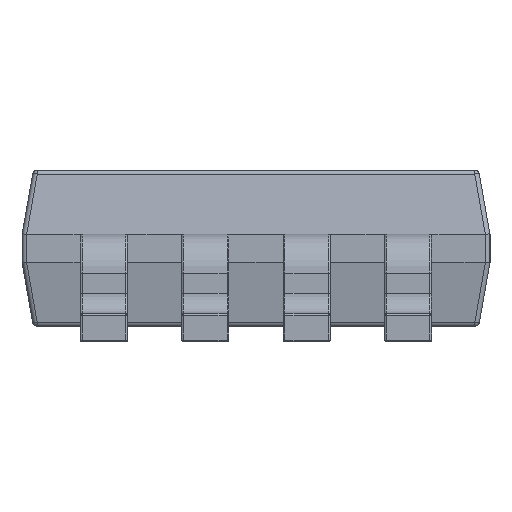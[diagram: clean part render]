
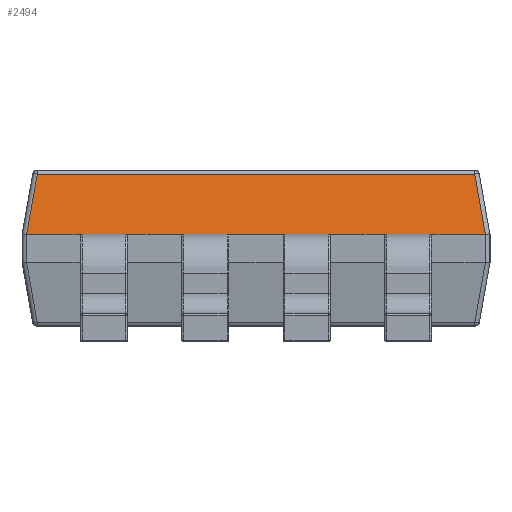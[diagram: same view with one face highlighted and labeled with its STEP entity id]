
A CAD part, left-side view. The second image highlights one B-rep face of the part: STEP entity #2494.
In plain terms, the highlighted planar face has unit normal (-0.985, 0, 0.174).
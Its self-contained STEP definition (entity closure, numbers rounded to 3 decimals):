
#1742=CARTESIAN_POINT('',(-1.5,-0.835,0.69));
#1743=VERTEX_POINT('',#1742);
#1751=CARTESIAN_POINT('',(-1.5,-0.465,0.69));
#1752=VERTEX_POINT('',#1751);
#1753=CARTESIAN_POINT('',(-1.5,-0.465,0.69));
#1754=DIRECTION('',(0.0,-1.0,0.0));
#1755=VECTOR('',#1754,0.37);
#1756=LINE('',#1753,#1755);
#1757=EDGE_CURVE('',#1752,#1743,#1756,.T.);
#1808=CARTESIAN_POINT('',(-1.5,-1.47,0.69));
#1809=VERTEX_POINT('',#1808);
#1816=CARTESIAN_POINT('',(-1.5,-1.115,0.69));
#1817=VERTEX_POINT('',#1816);
#1818=CARTESIAN_POINT('',(-1.5,-1.115,0.69));
#1819=DIRECTION('',(0.0,-1.0,0.0));
#1820=VECTOR('',#1819,0.355);
#1821=LINE('',#1818,#1820);
#1822=EDGE_CURVE('',#1817,#1809,#1821,.T.);
#1849=CARTESIAN_POINT('',(-1.5,-0.185,0.69));
#1850=VERTEX_POINT('',#1849);
#1858=CARTESIAN_POINT('',(-1.5,0.185,0.69));
#1859=VERTEX_POINT('',#1858);
#1860=CARTESIAN_POINT('',(-1.5,0.185,0.69));
#1861=DIRECTION('',(0.0,-1.0,0.0));
#1862=VECTOR('',#1861,0.37);
#1863=LINE('',#1860,#1862);
#1864=EDGE_CURVE('',#1859,#1850,#1863,.T.);
#1907=CARTESIAN_POINT('',(-1.5,0.465,0.69));
#1908=VERTEX_POINT('',#1907);
#1916=CARTESIAN_POINT('',(-1.5,0.835,0.69));
#1917=VERTEX_POINT('',#1916);
#1918=CARTESIAN_POINT('',(-1.5,0.835,0.69));
#1919=DIRECTION('',(0.0,-1.0,0.0));
#1920=VECTOR('',#1919,0.37);
#1921=LINE('',#1918,#1920);
#1922=EDGE_CURVE('',#1917,#1908,#1921,.T.);
#2038=CARTESIAN_POINT('',(-1.5,1.115,0.69));
#2039=VERTEX_POINT('',#2038);
#2040=CARTESIAN_POINT('',(-1.5,1.115,0.69));
#2041=DIRECTION('',(0.0,-1.0,0.0));
#2042=VECTOR('',#2041,0.28);
#2043=LINE('',#2040,#2042);
#2044=EDGE_CURVE('',#2039,#1917,#2043,.T.);
#2060=CARTESIAN_POINT('',(-1.5,1.47,0.69));
#2061=VERTEX_POINT('',#2060);
#2062=CARTESIAN_POINT('',(-1.5,1.47,0.69));
#2063=DIRECTION('',(0.0,-1.0,0.0));
#2064=VECTOR('',#2063,0.355);
#2065=LINE('',#2062,#2064);
#2066=EDGE_CURVE('',#2061,#2039,#2065,.T.);
#2425=CARTESIAN_POINT('',(-1.428,1.5,1.1));
#2426=DIRECTION('',(0.985,0.,-0.174));
#2427=DIRECTION('',(0.0,1.0,0.0));
#2428=AXIS2_PLACEMENT_3D('',#2425,#2426,#2427);
#2429=PLANE('',#2428);
#2430=ORIENTED_EDGE('',*,*,#1922,.T.);
#2431=CARTESIAN_POINT('',(-1.5,0.185,0.69));
#2432=DIRECTION('',(0.0,1.0,0.0));
#2433=VECTOR('',#2432,0.28);
#2434=LINE('',#2431,#2433);
#2435=EDGE_CURVE('',#1859,#1908,#2434,.T.);
#2436=ORIENTED_EDGE('',*,*,#2435,.F.);
#2437=ORIENTED_EDGE('',*,*,#1864,.T.);
#2438=CARTESIAN_POINT('',(-1.5,-0.465,0.69));
#2439=DIRECTION('',(0.0,1.0,0.0));
#2440=VECTOR('',#2439,0.28);
#2441=LINE('',#2438,#2440);
#2442=EDGE_CURVE('',#1752,#1850,#2441,.T.);
#2443=ORIENTED_EDGE('',*,*,#2442,.F.);
#2444=ORIENTED_EDGE('',*,*,#1757,.T.);
#2445=CARTESIAN_POINT('',(-1.5,-1.115,0.69));
#2446=DIRECTION('',(0.0,1.0,0.0));
#2447=VECTOR('',#2446,0.28);
#2448=LINE('',#2445,#2447);
#2449=EDGE_CURVE('',#1817,#1743,#2448,.T.);
#2450=ORIENTED_EDGE('',*,*,#2449,.F.);
#2451=ORIENTED_EDGE('',*,*,#1822,.T.);
#2452=CARTESIAN_POINT('',(-1.5,-1.47,0.69));
#2453=VERTEX_POINT('',#2452);
#2454=CARTESIAN_POINT('',(-1.5,-1.47,0.69));
#2455=DIRECTION('',(0.008,-0.999,0.043));
#2456=VECTOR('',#2455,0.);
#2457=LINE('',#2454,#2456);
#2458=EDGE_CURVE('',#1809,#2453,#2457,.T.);
#2459=ORIENTED_EDGE('',*,*,#2458,.T.);
#2460=CARTESIAN_POINT('',(-1.432,-1.403,1.075));
#2461=VERTEX_POINT('',#2460);
#2462=CARTESIAN_POINT('',(-1.5,-1.47,0.69));
#2463=DIRECTION('',(0.171,0.171,0.97));
#2464=VECTOR('',#2463,0.397);
#2465=LINE('',#2462,#2464);
#2466=EDGE_CURVE('',#2453,#2461,#2465,.T.);
#2467=ORIENTED_EDGE('',*,*,#2466,.T.);
#2468=CARTESIAN_POINT('',(-1.432,1.403,1.075));
#2469=VERTEX_POINT('',#2468);
#2470=CARTESIAN_POINT('',(-1.432,-1.403,1.075));
#2471=DIRECTION('',(0.0,1.0,0.0));
#2472=VECTOR('',#2471,2.805);
#2473=LINE('',#2470,#2472);
#2474=EDGE_CURVE('',#2461,#2469,#2473,.T.);
#2475=ORIENTED_EDGE('',*,*,#2474,.T.);
#2476=CARTESIAN_POINT('',(-1.5,1.47,0.69));
#2477=VERTEX_POINT('',#2476);
#2478=CARTESIAN_POINT('',(-1.432,1.403,1.075));
#2479=DIRECTION('',(-0.171,0.171,-0.97));
#2480=VECTOR('',#2479,0.397);
#2481=LINE('',#2478,#2480);
#2482=EDGE_CURVE('',#2469,#2477,#2481,.T.);
#2483=ORIENTED_EDGE('',*,*,#2482,.T.);
#2484=CARTESIAN_POINT('',(-1.5,1.47,0.69));
#2485=DIRECTION('',(-0.008,-0.999,-0.043));
#2486=VECTOR('',#2485,0.);
#2487=LINE('',#2484,#2486);
#2488=EDGE_CURVE('',#2477,#2061,#2487,.T.);
#2489=ORIENTED_EDGE('',*,*,#2488,.T.);
#2490=ORIENTED_EDGE('',*,*,#2066,.T.);
#2491=ORIENTED_EDGE('',*,*,#2044,.T.);
#2492=EDGE_LOOP('',(#2430,#2436,#2437,#2443,#2444,#2450,#2451,#2459,#2467,#2475,#2483,#2489,#2490,#2491));
#2493=FACE_OUTER_BOUND('',#2492,.T.);
#2494=ADVANCED_FACE('',(#2493),#2429,.F.);
